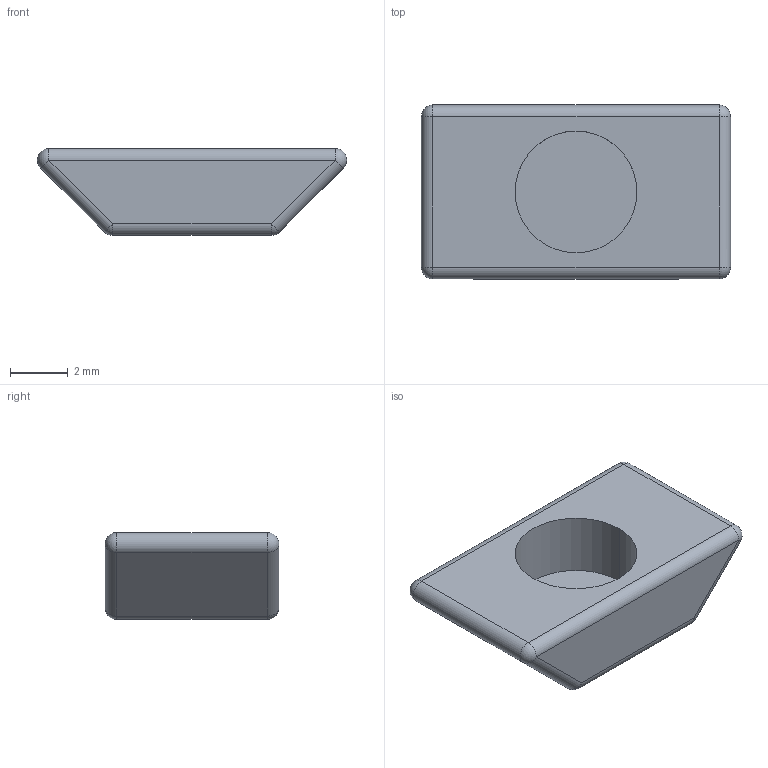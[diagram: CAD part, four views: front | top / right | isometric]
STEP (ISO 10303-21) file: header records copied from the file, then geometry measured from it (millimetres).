
FILE_DESCRIPTION (( 'STEP AP214' ), '1' );
FILE_NAME ('mag-lock.STEP', '2025-10-08T00:03:08', ( '' ), ( '' ), 'SwSTEP 2.0', 'SolidWorks 2023', '' );
FILE_SCHEMA (( 'AUTOMOTIVE_DESIGN' ));
Length unit declared in the file: millimetre
Products named in the file (1): mag-lock
Bounding box: 10.67 x 6 x 3 mm (x, y, z)
Volume: 123.9 mm3; surface area: 217.1 mm2
Topology: 1 solids, 1 shells, 29 faces, 62 edges, 31 vertices
Faces by surface type: cylinder 14, sphere 8, plane 7
Entity records: 727 total; most frequent: DIRECTION 142, CARTESIAN_POINT 112, ORIENTED_EDGE 108, AXIS2_PLACEMENT_3D 58, EDGE_CURVE 54, EDGE_LOOP 30, ADVANCED_FACE 29, FACE_OUTER_BOUND 29
